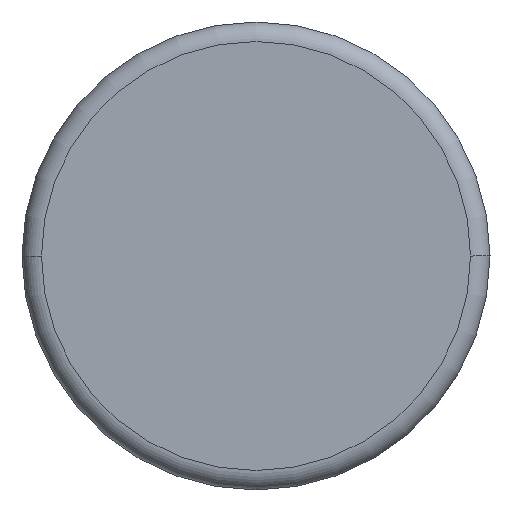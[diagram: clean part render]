
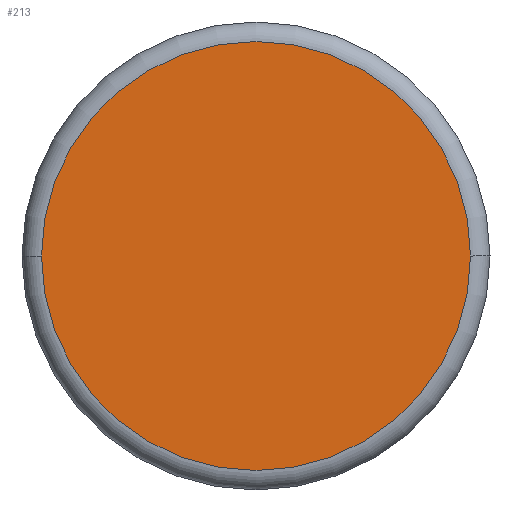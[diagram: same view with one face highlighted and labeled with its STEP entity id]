
A CAD part, left-side view. The second image highlights one B-rep face of the part: STEP entity #213.
In plain terms, the highlighted planar face has unit normal (-1, 0, 0).
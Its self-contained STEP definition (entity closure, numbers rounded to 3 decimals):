
#100=CARTESIAN_POINT('Vertex',(0.,2.2,0.)) ;
#103=CARTESIAN_POINT('Axis2P3D Location',(0.,0.,0.)) ;
#107=CARTESIAN_POINT('Vertex',(0.,-2.2,0.)) ;
#175=CARTESIAN_POINT('Axis2P3D Location',(0.,0.,0.)) ;
#204=CARTESIAN_POINT('Axis2P3D Location',(0.,0.,0.)) ;
#104=DIRECTION('Axis2P3D Direction',(1.,-0.,0.)) ;
#176=DIRECTION('Axis2P3D Direction',(1.,0.,-0.)) ;
#205=DIRECTION('Axis2P3D Direction',(1.,0.,0.)) ;
#206=DIRECTION('Axis2P3D XDirection',(0.,1.,0.)) ;
#105=AXIS2_PLACEMENT_3D('Circle Axis2P3D',#103,#104,$) ;
#177=AXIS2_PLACEMENT_3D('Circle Axis2P3D',#175,#176,$) ;
#207=AXIS2_PLACEMENT_3D('Plane Axis2P3D',#204,#205,#206) ;
#210=ORIENTED_EDGE('',*,*,#179,.F.) ;
#211=ORIENTED_EDGE('',*,*,#109,.F.) ;
#213=ADVANCED_FACE('Corps principal',(#212),#208,.F.) ;
#106=CIRCLE('generated circle',#105,2.2) ;
#178=CIRCLE('generated circle',#177,2.2) ;
#109=EDGE_CURVE('',#101,#108,#106,.T.) ;
#179=EDGE_CURVE('',#108,#101,#178,.T.) ;
#209=EDGE_LOOP('',(#210,#211)) ;
#212=FACE_OUTER_BOUND('',#209,.T.) ;
#208=PLANE('',#207) ;
#101=VERTEX_POINT('',#100) ;
#108=VERTEX_POINT('',#107) ;
